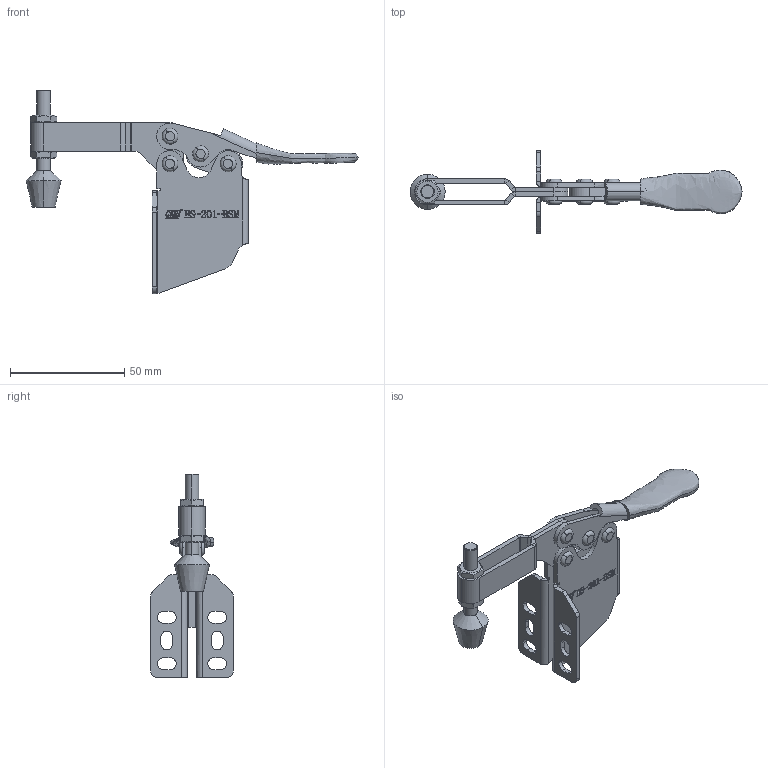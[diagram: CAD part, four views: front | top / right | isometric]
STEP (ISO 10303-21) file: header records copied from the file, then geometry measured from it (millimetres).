
FILE_DESCRIPTION (( 'STEP AP203' ), '1' );
FILE_NAME ('HS-201-BSM 装配体.STEP', '2018-12-07T03:06:09', ( 'PCOS' ), ( '微软中国' ), 'SwSTEP 2.0', 'SolidWorks 2012', '' );
FILE_SCHEMA (( 'CONFIG_CONTROL_DESIGN' ));
Length unit declared in the file: millimetre
Products named in the file (10): HS-201-BSM 蚾饜极; hexagon head bolts-full thread gb_GB_FASTENER_BOLT_STBAB A M6X40-C; hex thin nuts-grades ab-chamfered gb_GB_FASTENER_NUT_STNAB M6-N; 揤輸; 揤參; 种; 忒梟; 忒參; 蟀裝; 菁釱
Assembly tree (13 placements, depth 2):
  HS-201-BSM 蚾饜极
    菁釱
    蟀裝
    忒參
    忒梟
    种  x4
    揤參
    揤輸
    hex thin nuts-grades ab-chamfered gb_GB_FASTENER_NUT_STNAB M6-N  x2
    hexagon head bolts-full thread gb_GB_FASTENER_BOLT_STBAB A M6X40-C
Bounding box: 145.22 x 36 x 89.05 mm (x, y, z)
Volume: 24030.4 mm3; surface area: 24561.1 mm2
Topology: 13 solids, 13 shells, 745 faces, 1936 edges, 1255 vertices
Faces by surface type: plane 384, cylinder 158, bspline 157, cone 30, torus 16
Entity records: 34558 total; most frequent: CARTESIAN_POINT 16909, ORIENTED_EDGE 3680, DIRECTION 2940, EDGE_CURVE 1840, VERTEX_POINT 1195, VECTOR 1160, LINE 1160, AXIS2_PLACEMENT_3D 890
